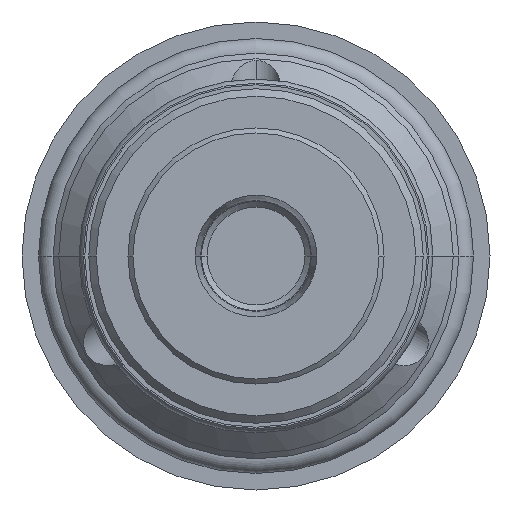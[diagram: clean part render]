
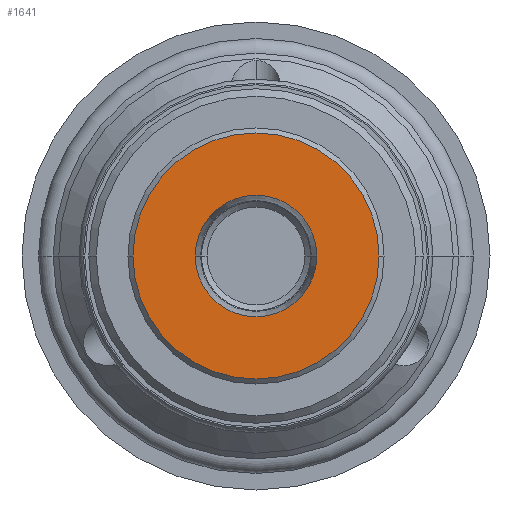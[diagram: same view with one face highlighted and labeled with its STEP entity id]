
A CAD part, left-side view. The second image highlights one B-rep face of the part: STEP entity #1641.
In plain terms, the highlighted planar face has unit normal (-1, 0, 0).
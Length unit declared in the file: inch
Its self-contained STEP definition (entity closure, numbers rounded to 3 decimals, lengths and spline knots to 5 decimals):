
#43=CARTESIAN_POINT('',(-2.676,0.,0.));
#44=DIRECTION('',(-1.,0.,0.));
#45=DIRECTION('',(0.,1.,0.));
#46=AXIS2_PLACEMENT_3D('',#43,#44,#45);
#48=CARTESIAN_POINT('',(-2.676,0.,0.));
#49=DIRECTION('',(1.,0.,0.));
#50=DIRECTION('',(0.,1.,0.));
#51=AXIS2_PLACEMENT_3D('',#48,#49,#50);
#53=CARTESIAN_POINT('',(-2.676,0.,0.));
#54=DIRECTION('',(-1.,0.,0.));
#55=DIRECTION('',(0.,1.,0.));
#56=AXIS2_PLACEMENT_3D('',#53,#54,#55);
#58=CARTESIAN_POINT('',(-2.676,0.,0.));
#59=DIRECTION('',(-1.,0.,0.));
#60=DIRECTION('',(0.,-1.,0.));
#61=AXIS2_PLACEMENT_3D('',#58,#59,#60);
#1518=CARTESIAN_POINT('',(-2.676,0.493,0.));
#1519=CARTESIAN_POINT('',(-2.676,-0.493,0.));
#1520=VERTEX_POINT('',#1518);
#1521=VERTEX_POINT('',#1519);
#1538=CARTESIAN_POINT('',(-2.676,0.2435,0.));
#1539=CARTESIAN_POINT('',(-2.676,-0.2435,0.));
#1540=VERTEX_POINT('',#1538);
#1541=VERTEX_POINT('',#1539);
#1625=CARTESIAN_POINT('',(-2.676,0.,0.));
#1626=DIRECTION('',(1.,0.,0.));
#1627=DIRECTION('',(0.,-1.,0.));
#1628=AXIS2_PLACEMENT_3D('',#1625,#1626,#1627);
#1629=PLANE('',#1628);
#1631=ORIENTED_EDGE('',*,*,#1630,.F.);
#1633=ORIENTED_EDGE('',*,*,#1632,.T.);
#1634=EDGE_LOOP('',(#1631,#1633));
#1635=FACE_OUTER_BOUND('',#1634,.F.);
#1636=ORIENTED_EDGE('',*,*,#1615,.T.);
#1638=ORIENTED_EDGE('',*,*,#1637,.T.);
#1639=EDGE_LOOP('',(#1636,#1638));
#1640=FACE_BOUND('',#1639,.F.);
#1641=ADVANCED_FACE('',(#1635,#1640),#1629,.F.);
#47=CIRCLE('',#46,0.493);
#52=CIRCLE('',#51,0.493);
#57=CIRCLE('',#56,0.2435);
#62=CIRCLE('',#61,0.2435);
#1615=EDGE_CURVE('',#1540,#1541,#57,.T.);
#1630=EDGE_CURVE('',#1520,#1521,#47,.T.);
#1632=EDGE_CURVE('',#1520,#1521,#52,.T.);
#1637=EDGE_CURVE('',#1541,#1540,#62,.T.);
